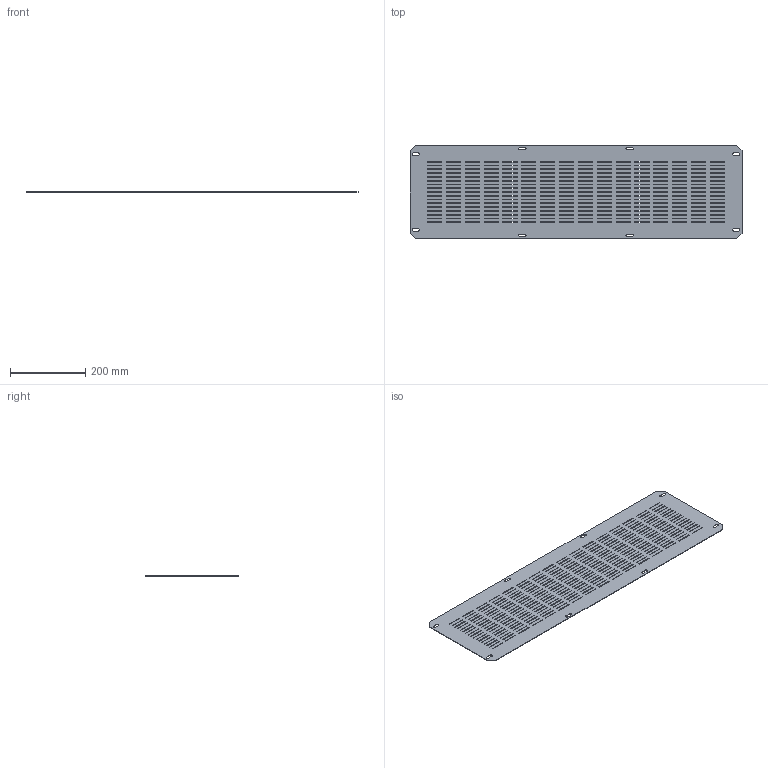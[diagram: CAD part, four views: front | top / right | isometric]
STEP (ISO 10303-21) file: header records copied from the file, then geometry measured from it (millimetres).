
FILE_DESCRIPTION (( 'STEP AP214' ), '1' );
FILE_NAME ('FO-00-FBV-040-100 FORMAT Ôëàíåö îñíîâàíèÿ âåíòèëèðóåìûé â øêàô 400õ1000 IEK.STEP', '2024-06-24T12:01:49', ( '' ), ( '' ), 'SwSTEP 2.0', 'SolidWorks 2022', '' );
FILE_SCHEMA (( 'AUTOMOTIVE_DESIGN' ));
Length unit declared in the file: millimetre
Products named in the file (1): FO-00-FBV-040-100 FORMAT Фланец основания вентилируемый в шкаф 400х1000 IEK
Bounding box: 880 x 248 x 1.5 mm (x, y, z)
Volume: 294615.2 mm3; surface area: 428935.4 mm2
Topology: 1 solids, 1 shells, 1138 faces, 3408 edges, 2272 vertices
Faces by surface type: plane 1114, cylinder 24
Entity records: 38714 total; most frequent: CARTESIAN_POINT 6819, ORIENTED_EDGE 6816, DIRECTION 5734, EDGE_CURVE 3408, VECTOR 3360, LINE 3360, VERTEX_POINT 2272, EDGE_LOOP 1698
